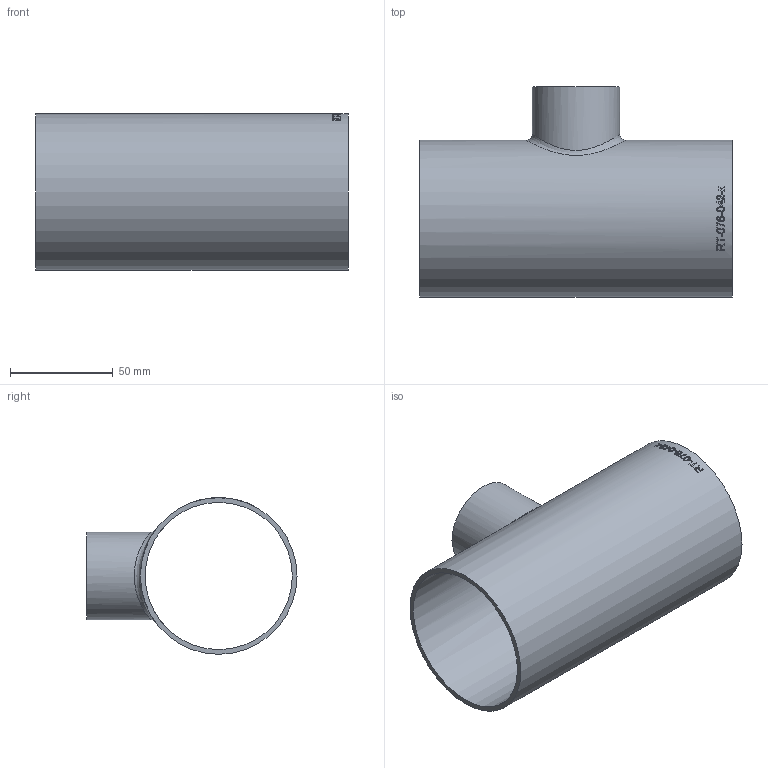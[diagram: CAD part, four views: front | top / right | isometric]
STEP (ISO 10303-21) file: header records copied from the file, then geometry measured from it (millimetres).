
FILE_DESCRIPTION (( 'STEP AP214' ), '1' );
FILE_NAME ('RT-076-042-x T-Stück Ø76,1x2,3-Ø42,4x2,0 BL152 1910.STEP', '2019-10-18T09:10:44', ( '' ), ( '' ), 'SwSTEP 2.0', 'SolidWorks 2016', '' );
FILE_SCHEMA (( 'AUTOMOTIVE_DESIGN' ));
Length unit declared in the file: millimetre
Products named in the file (1): RT-076-042-x T-Stück Ø76,1x2,3-Ø42,4x2,0 BL152 1910
Bounding box: 152 x 102.05 x 76.1 mm (x, y, z)
Volume: 85622.6 mm3; surface area: 76571.6 mm2
Topology: 1 solids, 1 shells, 152 faces, 397 edges, 264 vertices
Faces by surface type: bspline 74, plane 56, cylinder 22
Full cylindrical faces by diameter (mm): 38.4 x1, 42.4 x1, 71.5 x1, 76.1 x1
Entity records: 17287 total; most frequent: CARTESIAN_POINT 12676, ORIENTED_EDGE 770, EDGE_CURVE 385, DIRECTION 377, VERTEX_POINT 260, B_SPLINE_CURVE_WITH_KNOTS 232, EDGE_LOOP 179, FACE_OUTER_BOUND 157
